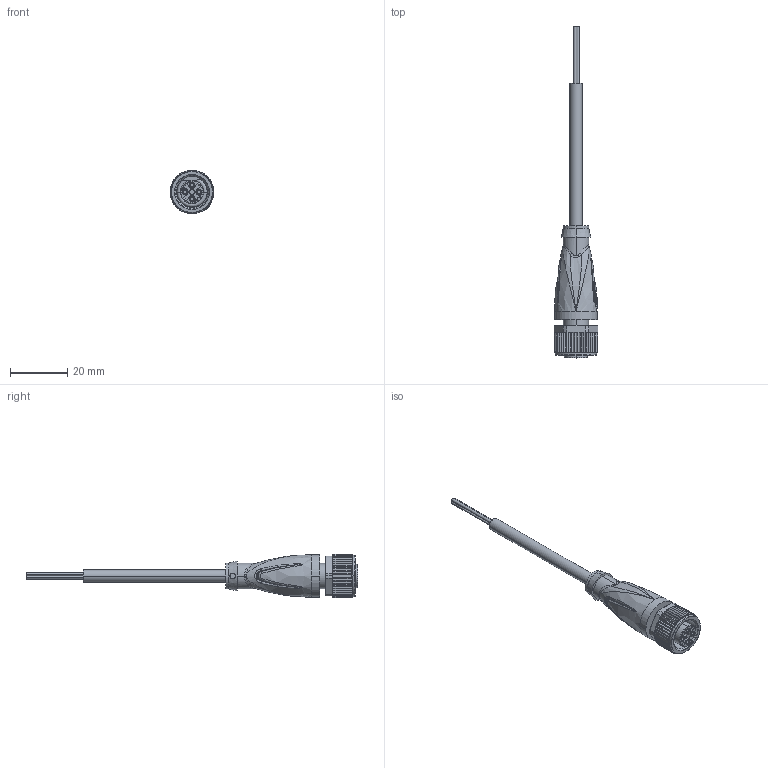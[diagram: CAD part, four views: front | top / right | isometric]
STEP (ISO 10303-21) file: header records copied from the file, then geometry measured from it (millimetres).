
FILE_DESCRIPTION(('STEP AP214'),'1');
FILE_NAME('cctmp_EAE1D783-E545-4A3E-9754-56C158DFD663_2022_04_27_10_55_09_0608..stp','2022-04-27T08:55:14',('KiM GmbH'),('CADClick - www.CADClick.com'),'Spatial InterOp 3D postprocessed',' ','unknown authorization');
FILE_SCHEMA(('AUTOMOTIVE_DESIGN'));
Length unit declared in the file: millimetre
Products named in the file (8): T196107_1; Connection2; Cable; Connection1; Connection1_3; Connection1_2; Connection1_1; T196107
Assembly tree (7 placements, depth 4):
  T196107
    T196107_1
      Connection2
      Cable
      Connection1
        Connection1_3
        Connection1_2
        Connection1_1
Bounding box: 15.4 x 116.4 x 15.37 mm (x, y, z)
Volume: 6783.3 mm3; surface area: 5303.9 mm2
Topology: 8 solids, 28 shells, 1110 faces, 2836 edges, 1785 vertices
Faces by surface type: plane 510, cylinder 252, torus 167, bspline 113, cone 64, sphere 4
Entity records: 53976 total; most frequent: CARTESIAN_POINT 24129, ORIENTED_EDGE 5592, DIRECTION 5345, EDGE_CURVE 2818, AXIS2_PLACEMENT_3D 1974, VERTEX_POINT 1785, LINE 1397, VECTOR 1397
